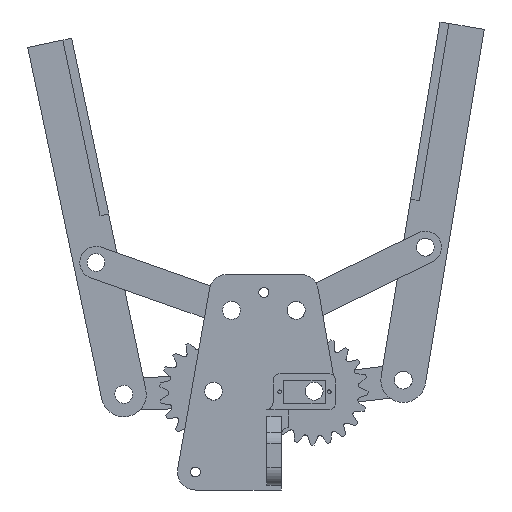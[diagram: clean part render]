
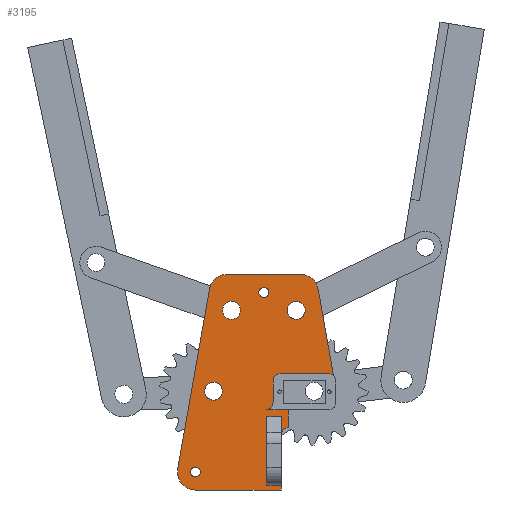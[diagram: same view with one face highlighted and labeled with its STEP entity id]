
A CAD part, front view. The second image highlights one B-rep face of the part: STEP entity #3195.
In plain terms, the highlighted planar face has unit normal (0, -1, 0).
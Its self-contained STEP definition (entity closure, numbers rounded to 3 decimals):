
#67=FACE_BOUND('',#503,.T.);
#68=FACE_BOUND('',#504,.T.);
#69=FACE_BOUND('',#505,.T.);
#70=FACE_BOUND('',#506,.T.);
#71=FACE_BOUND('',#507,.T.);
#103=CIRCLE('',#3431,4.);
#104=CIRCLE('',#3433,4.);
#105=CIRCLE('',#3434,4.);
#106=CIRCLE('',#3435,4.);
#107=CIRCLE('',#3436,10.);
#108=CIRCLE('',#3437,10.);
#109=CIRCLE('',#3438,10.);
#110=CIRCLE('',#3439,2.75);
#111=CIRCLE('',#3440,5.);
#112=CIRCLE('',#3441,5.);
#113=CIRCLE('',#3442,2.75);
#114=CIRCLE('',#3443,5.);
#330=FACE_OUTER_BOUND('',#502,.T.);
#502=EDGE_LOOP('',(#2154,#2155,#2156,#2157,#2158,#2159,#2160,#2161,#2162,
#2163,#2164,#2165,#2166,#2167,#2168,#2169,#2170,#2171,#2172));
#503=EDGE_LOOP('',(#2173));
#504=EDGE_LOOP('',(#2174));
#505=EDGE_LOOP('',(#2175));
#506=EDGE_LOOP('',(#2176));
#507=EDGE_LOOP('',(#2177));
#709=LINE('',#4773,#1033);
#712=LINE('',#4783,#1036);
#713=LINE('',#4787,#1037);
#714=LINE('',#4791,#1038);
#715=LINE('',#4795,#1039);
#716=LINE('',#4799,#1040);
#717=LINE('',#4803,#1041);
#718=LINE('',#4807,#1042);
#719=LINE('',#4809,#1043);
#720=LINE('',#4811,#1044);
#721=LINE('',#4813,#1045);
#722=LINE('',#4814,#1046);
#1033=VECTOR('',#3772,10.);
#1036=VECTOR('',#3783,10.);
#1037=VECTOR('',#3786,10.);
#1038=VECTOR('',#3789,10.);
#1039=VECTOR('',#3792,10.);
#1040=VECTOR('',#3795,10.);
#1041=VECTOR('',#3798,10.);
#1042=VECTOR('',#3801,10.);
#1043=VECTOR('',#3802,10.);
#1044=VECTOR('',#3803,10.);
#1045=VECTOR('',#3804,10.);
#1046=VECTOR('',#3805,10.);
#1357=VERTEX_POINT('',#4770);
#1358=VERTEX_POINT('',#4772);
#1360=VERTEX_POINT('',#4778);
#1361=VERTEX_POINT('',#4782);
#1362=VERTEX_POINT('',#4784);
#1363=VERTEX_POINT('',#4786);
#1364=VERTEX_POINT('',#4788);
#1365=VERTEX_POINT('',#4790);
#1366=VERTEX_POINT('',#4792);
#1367=VERTEX_POINT('',#4794);
#1368=VERTEX_POINT('',#4796);
#1369=VERTEX_POINT('',#4798);
#1370=VERTEX_POINT('',#4800);
#1371=VERTEX_POINT('',#4802);
#1372=VERTEX_POINT('',#4804);
#1373=VERTEX_POINT('',#4806);
#1374=VERTEX_POINT('',#4808);
#1375=VERTEX_POINT('',#4810);
#1376=VERTEX_POINT('',#4812);
#1377=VERTEX_POINT('',#4815);
#1378=VERTEX_POINT('',#4817);
#1379=VERTEX_POINT('',#4819);
#1380=VERTEX_POINT('',#4821);
#1381=VERTEX_POINT('',#4823);
#1673=EDGE_CURVE('',#1358,#1357,#709,.T.);
#1676=EDGE_CURVE('',#1360,#1358,#103,.T.);
#1678=EDGE_CURVE('',#1361,#1357,#712,.T.);
#1679=EDGE_CURVE('',#1362,#1361,#104,.T.);
#1680=EDGE_CURVE('',#1363,#1362,#713,.T.);
#1681=EDGE_CURVE('',#1364,#1363,#105,.T.);
#1682=EDGE_CURVE('',#1364,#1365,#714,.T.);
#1683=EDGE_CURVE('',#1365,#1366,#106,.T.);
#1684=EDGE_CURVE('',#1366,#1367,#715,.T.);
#1685=EDGE_CURVE('',#1367,#1368,#107,.T.);
#1686=EDGE_CURVE('',#1368,#1369,#716,.T.);
#1687=EDGE_CURVE('',#1369,#1370,#108,.T.);
#1688=EDGE_CURVE('',#1370,#1371,#717,.T.);
#1689=EDGE_CURVE('',#1371,#1372,#109,.T.);
#1690=EDGE_CURVE('',#1372,#1373,#718,.T.);
#1691=EDGE_CURVE('',#1373,#1374,#719,.T.);
#1692=EDGE_CURVE('',#1374,#1375,#720,.T.);
#1693=EDGE_CURVE('',#1375,#1376,#721,.T.);
#1694=EDGE_CURVE('',#1376,#1360,#722,.T.);
#1695=EDGE_CURVE('',#1377,#1377,#110,.T.);
#1696=EDGE_CURVE('',#1378,#1378,#111,.T.);
#1697=EDGE_CURVE('',#1379,#1379,#112,.T.);
#1698=EDGE_CURVE('',#1380,#1380,#113,.T.);
#1699=EDGE_CURVE('',#1381,#1381,#114,.T.);
#2154=ORIENTED_EDGE('',*,*,#1676,.T.);
#2155=ORIENTED_EDGE('',*,*,#1673,.T.);
#2156=ORIENTED_EDGE('',*,*,#1678,.F.);
#2157=ORIENTED_EDGE('',*,*,#1679,.F.);
#2158=ORIENTED_EDGE('',*,*,#1680,.F.);
#2159=ORIENTED_EDGE('',*,*,#1681,.F.);
#2160=ORIENTED_EDGE('',*,*,#1682,.T.);
#2161=ORIENTED_EDGE('',*,*,#1683,.T.);
#2162=ORIENTED_EDGE('',*,*,#1684,.T.);
#2163=ORIENTED_EDGE('',*,*,#1685,.T.);
#2164=ORIENTED_EDGE('',*,*,#1686,.T.);
#2165=ORIENTED_EDGE('',*,*,#1687,.T.);
#2166=ORIENTED_EDGE('',*,*,#1688,.T.);
#2167=ORIENTED_EDGE('',*,*,#1689,.T.);
#2168=ORIENTED_EDGE('',*,*,#1690,.T.);
#2169=ORIENTED_EDGE('',*,*,#1691,.T.);
#2170=ORIENTED_EDGE('',*,*,#1692,.T.);
#2171=ORIENTED_EDGE('',*,*,#1693,.T.);
#2172=ORIENTED_EDGE('',*,*,#1694,.T.);
#2173=ORIENTED_EDGE('',*,*,#1695,.T.);
#2174=ORIENTED_EDGE('',*,*,#1696,.T.);
#2175=ORIENTED_EDGE('',*,*,#1697,.T.);
#2176=ORIENTED_EDGE('',*,*,#1698,.T.);
#2177=ORIENTED_EDGE('',*,*,#1699,.T.);
#3097=PLANE('',#3432);
#3195=ADVANCED_FACE('',(#330,#67,#68,#69,#70,#71),#3097,.T.);
#3431=AXIS2_PLACEMENT_3D('',#4779,#3778,#3779);
#3432=AXIS2_PLACEMENT_3D('',#4781,#3781,#3782);
#3433=AXIS2_PLACEMENT_3D('',#4785,#3784,#3785);
#3434=AXIS2_PLACEMENT_3D('',#4789,#3787,#3788);
#3435=AXIS2_PLACEMENT_3D('',#4793,#3790,#3791);
#3436=AXIS2_PLACEMENT_3D('',#4797,#3793,#3794);
#3437=AXIS2_PLACEMENT_3D('',#4801,#3796,#3797);
#3438=AXIS2_PLACEMENT_3D('',#4805,#3799,#3800);
#3439=AXIS2_PLACEMENT_3D('',#4816,#3806,#3807);
#3440=AXIS2_PLACEMENT_3D('',#4818,#3808,#3809);
#3441=AXIS2_PLACEMENT_3D('',#4820,#3810,#3811);
#3442=AXIS2_PLACEMENT_3D('',#4822,#3812,#3813);
#3443=AXIS2_PLACEMENT_3D('',#4824,#3814,#3815);
#3772=DIRECTION('',(0.,0.,1.));
#3778=DIRECTION('center_axis',(0.,1.,0.));
#3779=DIRECTION('ref_axis',(0.,0.,
1.));
#3781=DIRECTION('center_axis',(0.,-1.,0.));
#3782=DIRECTION('ref_axis',(1.,0.,0.));
#3783=DIRECTION('',(1.,0.,0.));
#3784=DIRECTION('center_axis',(0.,1.,0.));
#3785=DIRECTION('ref_axis',(0.15,0.,-0.989));
#3786=DIRECTION('',(0.,0.,-1.));
#3787=DIRECTION('center_axis',(0.,-1.,0.));
#3788=DIRECTION('ref_axis',(0.,0.,
1.));
#3789=DIRECTION('',(1.,0.,0.));
#3790=DIRECTION('center_axis',(0.,1.,0.));
#3791=DIRECTION('ref_axis',(1.,0.,0.));
#3792=DIRECTION('',(-0.174,0.,0.985));
#3793=DIRECTION('center_axis',(0.,-1.,0.));
#3794=DIRECTION('ref_axis',(0.985,0.,0.174));
#3795=DIRECTION('',(-1.,0.,0.));
#3796=DIRECTION('center_axis',(0.,-1.,0.));
#3797=DIRECTION('ref_axis',(0.,0.,1.));
#3798=DIRECTION('',(-0.174,0.,-0.985));
#3799=DIRECTION('center_axis',(0.,-1.,0.));
#3800=DIRECTION('ref_axis',(-0.985,0.,0.174));
#3801=DIRECTION('',(1.,0.,0.));
#3802=DIRECTION('',(0.,0.,1.));
#3803=DIRECTION('',(-1.,0.,0.));
#3804=DIRECTION('',(0.,0.,1.));
#3805=DIRECTION('',(1.,0.,0.));
#3806=DIRECTION('center_axis',(0.,1.,0.));
#3807=DIRECTION('ref_axis',(1.,0.,0.));
#3808=DIRECTION('center_axis',(0.,1.,0.));
#3809=DIRECTION('ref_axis',(1.,0.,0.));
#3810=DIRECTION('center_axis',(0.,1.,0.));
#3811=DIRECTION('ref_axis',(1.,0.,0.));
#3812=DIRECTION('center_axis',(0.,1.,0.));
#3813=DIRECTION('ref_axis',(1.,0.,0.));
#3814=DIRECTION('center_axis',(0.,1.,0.));
#3815=DIRECTION('ref_axis',(1.,0.,0.));
#4770=CARTESIAN_POINT('',(13.701,-60.58,-75.285));
#4772=CARTESIAN_POINT('',(13.701,-60.58,-85.285));
#4773=CARTESIAN_POINT('',(13.701,-60.58,-72.642));
#4778=CARTESIAN_POINT('',(9.701,-60.58,-89.285));
#4779=CARTESIAN_POINT('Origin',(13.701,-60.58,-89.285));
#4781=CARTESIAN_POINT('Origin',(0.,-60.58,
-60.));
#4782=CARTESIAN_POINT('',(1.701,-60.58,-75.285));
#4783=CARTESIAN_POINT('',(25.606,-60.58,-75.285));
#4784=CARTESIAN_POINT('',(5.101,-60.58,-71.33));
#4785=CARTESIAN_POINT('Origin',(1.101,-60.58,-71.33));
#4786=CARTESIAN_POINT('',(5.101,-60.58,-59.285));
#4787=CARTESIAN_POINT('',(5.101,-60.58,-66.151));
#4788=CARTESIAN_POINT('',(9.101,-60.58,-55.285));
#4789=CARTESIAN_POINT('Origin',(9.101,-60.58,-59.285));
#4790=CARTESIAN_POINT('',(36.101,-60.58,-55.285));
#4791=CARTESIAN_POINT('',(4.55,-60.58,-55.285));
#4792=CARTESIAN_POINT('',(38.766,-60.58,-56.302));
#4793=CARTESIAN_POINT('Origin',(36.101,-60.58,-59.285));
#4794=CARTESIAN_POINT('',(30.295,-60.58,-8.264));
#4795=CARTESIAN_POINT('',(47.928,-60.58,-108.264));
#4796=CARTESIAN_POINT('',(20.447,-60.58,0.));
#4797=CARTESIAN_POINT('Origin',(20.447,-60.58,-10.));
#4798=CARTESIAN_POINT('',(-20.447,-60.58,0.));
#4799=CARTESIAN_POINT('',(20.447,-60.58,0.));
#4800=CARTESIAN_POINT('',(-30.295,-60.58,-8.264));
#4801=CARTESIAN_POINT('Origin',(-20.447,-60.58,-10.));
#4802=CARTESIAN_POINT('',(-47.928,-60.58,-108.264));
#4803=CARTESIAN_POINT('',(-30.295,-60.58,-8.264));
#4804=CARTESIAN_POINT('',(-38.08,-60.58,-120.));
#4805=CARTESIAN_POINT('Origin',(-38.08,-60.58,-110.));
#4806=CARTESIAN_POINT('',(9.701,-60.58,-120.));
#4807=CARTESIAN_POINT('',(-38.08,-60.58,-120.));
#4808=CARTESIAN_POINT('',(9.701,-60.58,-115.953));
#4809=CARTESIAN_POINT('',(9.701,-60.58,-90.));
#4810=CARTESIAN_POINT('',(1.701,-60.58,-115.953));
#4811=CARTESIAN_POINT('',(9.701,-60.58,-115.953));
#4812=CARTESIAN_POINT('',(1.701,-60.58,-89.285));
#4813=CARTESIAN_POINT('',(1.701,-60.58,-79.142));
#4814=CARTESIAN_POINT('',(4.85,-60.58,-89.285));
#4815=CARTESIAN_POINT('',(-40.83,-60.58,-110.));
#4816=CARTESIAN_POINT('Origin',(-38.08,-60.58,-110.));
#4817=CARTESIAN_POINT('',(-23.,-60.58,-20.));
#4818=CARTESIAN_POINT('Origin',(-18.,-60.58,-20.));
#4819=CARTESIAN_POINT('',(13.,-60.58,-20.));
#4820=CARTESIAN_POINT('Origin',(18.,-60.58,-20.));
#4821=CARTESIAN_POINT('',(-2.75,-60.58,-10.));
#4822=CARTESIAN_POINT('Origin',(0.,-60.58,-10.));
#4823=CARTESIAN_POINT('',(-33.,-60.58,-65.));
#4824=CARTESIAN_POINT('Origin',(-28.,-60.58,-65.));
